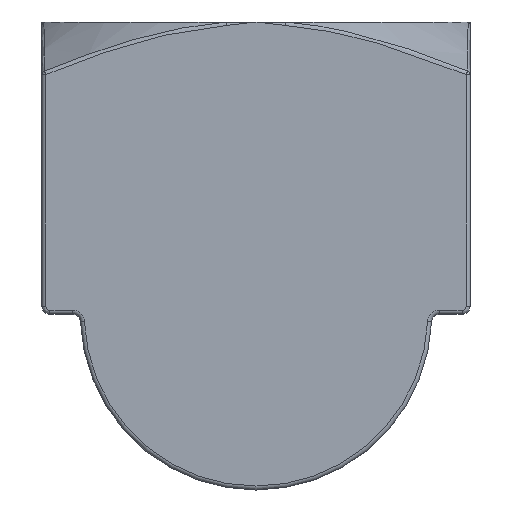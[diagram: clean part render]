
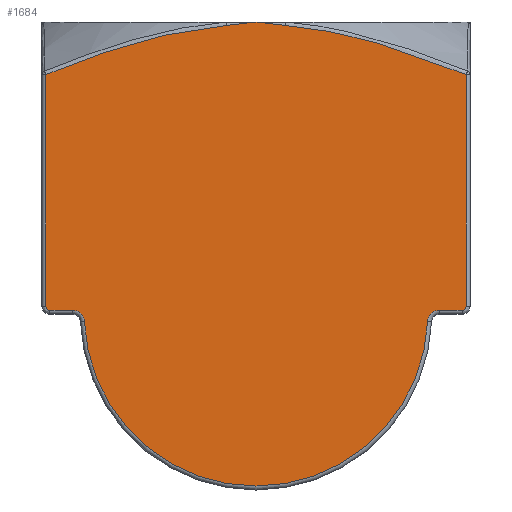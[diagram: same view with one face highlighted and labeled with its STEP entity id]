
A CAD part, left-side view. The second image highlights one B-rep face of the part: STEP entity #1684.
In plain terms, the highlighted face is planar.
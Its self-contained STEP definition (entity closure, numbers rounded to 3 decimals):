
#175=FACE_OUTER_BOUND('',#286,.T.);
#286=EDGE_LOOP('',(#1351,#1352,#1353,#1354,#1355,#1356,#1357,#1358,#1359,
#1360,#1361,#1362,#1363));
#386=B_SPLINE_CURVE_WITH_KNOTS('',3,(#3915,#3916,#3917,#3918),
 .UNSPECIFIED.,.F.,.F.,(4,4),(0.,0.001),
 .UNSPECIFIED.);
#388=B_SPLINE_CURVE_WITH_KNOTS('',3,(#3973,#3974,#3975,#3976,#3977,#3978,
#3979,#3980,#3981,#3982,#3983,#3984,#3985),.UNSPECIFIED.,.F.,.F.,(4,3,3,
3,4),(0.,0.004,0.004,0.006,0.007),
 .UNSPECIFIED.);
#391=B_SPLINE_CURVE_WITH_KNOTS('',3,(#4056,#4057,#4058,#4059,#4060,#4061,
#4062),.UNSPECIFIED.,.F.,.F.,(4,3,4),(0.,0.001,0.001),
 .UNSPECIFIED.);
#392=B_SPLINE_CURVE_WITH_KNOTS('',3,(#4082,#4083,#4084,#4085,#4086,#4087,
#4088,#4089,#4090,#4091,#4092,#4093,#4094),.UNSPECIFIED.,.F.,.F.,(4,3,3,
3,4),(0.,0.002,0.004,0.004,0.008),
 .UNSPECIFIED.);
#482=LINE('',#4857,#547);
#483=LINE('',#4861,#548);
#484=LINE('',#4869,#549);
#485=LINE('',#4872,#550);
#547=VECTOR('',#2141,1000.);
#548=VECTOR('',#2144,1000.);
#549=VECTOR('',#2151,1000.);
#550=VECTOR('',#2154,1000.);
#624=CIRCLE('',#1829,0.159);
#625=CIRCLE('',#1830,0.476);
#626=CIRCLE('',#1831,6.826);
#627=CIRCLE('',#1832,0.476);
#628=CIRCLE('',#1833,0.159);
#719=VERTEX_POINT('',#3469);
#735=VERTEX_POINT('',#3914);
#737=VERTEX_POINT('',#3971);
#740=VERTEX_POINT('',#4040);
#741=VERTEX_POINT('',#4055);
#768=VERTEX_POINT('',#4856);
#769=VERTEX_POINT('',#4858);
#770=VERTEX_POINT('',#4860);
#771=VERTEX_POINT('',#4862);
#772=VERTEX_POINT('',#4864);
#773=VERTEX_POINT('',#4866);
#774=VERTEX_POINT('',#4868);
#775=VERTEX_POINT('',#4870);
#923=EDGE_CURVE('',#719,#735,#386,.T.);
#928=EDGE_CURVE('',#735,#737,#388,.T.);
#936=EDGE_CURVE('',#741,#719,#391,.T.);
#938=EDGE_CURVE('',#740,#741,#392,.T.);
#978=EDGE_CURVE('',#737,#768,#482,.T.);
#979=EDGE_CURVE('',#768,#769,#624,.T.);
#980=EDGE_CURVE('',#769,#770,#483,.T.);
#981=EDGE_CURVE('',#770,#771,#625,.T.);
#982=EDGE_CURVE('',#771,#772,#626,.T.);
#983=EDGE_CURVE('',#772,#773,#627,.T.);
#984=EDGE_CURVE('',#773,#774,#484,.T.);
#985=EDGE_CURVE('',#774,#775,#628,.T.);
#986=EDGE_CURVE('',#775,#740,#485,.T.);
#1351=ORIENTED_EDGE('',*,*,#978,.T.);
#1352=ORIENTED_EDGE('',*,*,#979,.T.);
#1353=ORIENTED_EDGE('',*,*,#980,.T.);
#1354=ORIENTED_EDGE('',*,*,#981,.T.);
#1355=ORIENTED_EDGE('',*,*,#982,.T.);
#1356=ORIENTED_EDGE('',*,*,#983,.T.);
#1357=ORIENTED_EDGE('',*,*,#984,.T.);
#1358=ORIENTED_EDGE('',*,*,#985,.T.);
#1359=ORIENTED_EDGE('',*,*,#986,.T.);
#1360=ORIENTED_EDGE('',*,*,#938,.T.);
#1361=ORIENTED_EDGE('',*,*,#936,.T.);
#1362=ORIENTED_EDGE('',*,*,#923,.T.);
#1363=ORIENTED_EDGE('',*,*,#928,.T.);
#1620=PLANE('',#1828);
#1684=ADVANCED_FACE('',(#175),#1620,.T.);
#1828=AXIS2_PLACEMENT_3D('',#4855,#2139,#2140);
#1829=AXIS2_PLACEMENT_3D('',#4859,#2142,#2143);
#1830=AXIS2_PLACEMENT_3D('',#4863,#2145,#2146);
#1831=AXIS2_PLACEMENT_3D('',#4865,#2147,#2148);
#1832=AXIS2_PLACEMENT_3D('',#4867,#2149,#2150);
#1833=AXIS2_PLACEMENT_3D('',#4871,#2152,#2153);
#2139=DIRECTION('center_axis',(0.,0.,
-1.));
#2140=DIRECTION('ref_axis',(-1.,0.,0.));
#2141=DIRECTION('',(0.,-1.,0.));
#2142=DIRECTION('center_axis',(0.,0.,
-1.));
#2143=DIRECTION('ref_axis',(-1.,0.,0.));
#2144=DIRECTION('',(-1.,0.,0.));
#2145=DIRECTION('center_axis',(0.,0.,
1.));
#2146=DIRECTION('ref_axis',(-1.,0.,0.));
#2147=DIRECTION('center_axis',(0.,0.,
-1.));
#2148=DIRECTION('ref_axis',(-1.,0.,0.));
#2149=DIRECTION('center_axis',(0.,0.,
1.));
#2150=DIRECTION('ref_axis',(-1.,0.,0.));
#2151=DIRECTION('',(-1.,0.,0.));
#2152=DIRECTION('center_axis',(0.,0.,
-1.));
#2153=DIRECTION('ref_axis',(-1.,0.,0.));
#2154=DIRECTION('',(0.,1.,0.));
#3469=CARTESIAN_POINT('',(0.,15.087,-11.982));
#3914=CARTESIAN_POINT('',(1.154,14.95,-11.982));
#3915=CARTESIAN_POINT('Ctrl Pts',(0.,15.087,
-11.982));
#3916=CARTESIAN_POINT('Ctrl Pts',(0.384,15.034,-11.982));
#3917=CARTESIAN_POINT('Ctrl Pts',(0.768,14.98,-11.982));
#3918=CARTESIAN_POINT('Ctrl Pts',(1.154,14.95,-11.982));
#3971=CARTESIAN_POINT('',(8.35,12.999,-11.982));
#3973=CARTESIAN_POINT('Ctrl Pts',(1.154,14.95,-11.982));
#3974=CARTESIAN_POINT('Ctrl Pts',(2.411,14.85,-11.982));
#3975=CARTESIAN_POINT('Ctrl Pts',(3.628,14.594,-11.982));
#3976=CARTESIAN_POINT('Ctrl Pts',(4.823,14.249,-11.982));
#3977=CARTESIAN_POINT('Ctrl Pts',(4.823,14.249,-11.982));
#3978=CARTESIAN_POINT('Ctrl Pts',(4.823,14.249,-11.982));
#3979=CARTESIAN_POINT('Ctrl Pts',(4.823,14.249,-11.982));
#3980=CARTESIAN_POINT('Ctrl Pts',(5.534,14.044,-11.982));
#3981=CARTESIAN_POINT('Ctrl Pts',(6.237,13.808,-11.982));
#3982=CARTESIAN_POINT('Ctrl Pts',(6.934,13.551,-11.982));
#3983=CARTESIAN_POINT('Ctrl Pts',(7.409,13.375,-11.982));
#3984=CARTESIAN_POINT('Ctrl Pts',(7.881,13.19,-11.982));
#3985=CARTESIAN_POINT('Ctrl Pts',(8.35,12.999,-11.982));
#4040=CARTESIAN_POINT('',(-8.35,12.999,-11.982));
#4055=CARTESIAN_POINT('',(-1.154,14.95,-11.982));
#4056=CARTESIAN_POINT('Ctrl Pts',(-1.154,14.95,-11.982));
#4057=CARTESIAN_POINT('Ctrl Pts',(-0.902,14.97,-11.982));
#4058=CARTESIAN_POINT('Ctrl Pts',(-0.65,15.,-11.982));
#4059=CARTESIAN_POINT('Ctrl Pts',(-0.399,15.033,-11.982));
#4060=CARTESIAN_POINT('Ctrl Pts',(-0.266,15.05,-11.982));
#4061=CARTESIAN_POINT('Ctrl Pts',(-0.133,15.069,-11.982));
#4062=CARTESIAN_POINT('Ctrl Pts',(0.,15.087,
-11.982));
#4082=CARTESIAN_POINT('Ctrl Pts',(-8.35,12.999,-11.982));
#4083=CARTESIAN_POINT('Ctrl Pts',(-7.621,13.296,-11.982));
#4084=CARTESIAN_POINT('Ctrl Pts',(-6.886,13.578,-11.982));
#4085=CARTESIAN_POINT('Ctrl Pts',(-6.144,13.832,-11.982));
#4086=CARTESIAN_POINT('Ctrl Pts',(-5.706,13.981,-11.982));
#4087=CARTESIAN_POINT('Ctrl Pts',(-5.266,14.121,-11.982));
#4088=CARTESIAN_POINT('Ctrl Pts',(-4.823,14.249,-11.982));
#4089=CARTESIAN_POINT('Ctrl Pts',(-4.823,14.249,-11.982));
#4090=CARTESIAN_POINT('Ctrl Pts',(-4.823,14.249,-11.982));
#4091=CARTESIAN_POINT('Ctrl Pts',(-4.823,14.249,-11.982));
#4092=CARTESIAN_POINT('Ctrl Pts',(-3.628,14.594,-11.982));
#4093=CARTESIAN_POINT('Ctrl Pts',(-2.411,14.85,-11.982));
#4094=CARTESIAN_POINT('Ctrl Pts',(-1.154,14.95,-11.982));
#4855=CARTESIAN_POINT('Origin',(-8.509,-4.147,-11.982));
#4856=CARTESIAN_POINT('',(8.35,3.791,-11.982));
#4857=CARTESIAN_POINT('',(8.35,-4.147,-11.982));
#4858=CARTESIAN_POINT('',(8.192,3.632,-11.982));
#4859=CARTESIAN_POINT('Origin',(8.192,3.791,-11.982));
#4860=CARTESIAN_POINT('',(7.296,3.632,-11.982));
#4861=CARTESIAN_POINT('',(7.296,3.632,-11.982));
#4862=CARTESIAN_POINT('',(6.82,3.176,-11.982));
#4863=CARTESIAN_POINT('Origin',(7.296,3.156,-11.982));
#4864=CARTESIAN_POINT('',(-6.82,3.176,-11.982));
#4865=CARTESIAN_POINT('Origin',(0.,3.473,-11.982));
#4866=CARTESIAN_POINT('',(-7.296,3.632,-11.982));
#4867=CARTESIAN_POINT('Origin',(-7.296,3.156,-11.982));
#4868=CARTESIAN_POINT('',(-8.192,3.632,-11.982));
#4869=CARTESIAN_POINT('',(-8.192,3.632,-11.982));
#4870=CARTESIAN_POINT('',(-8.35,3.791,-11.982));
#4871=CARTESIAN_POINT('Origin',(-8.192,3.791,-11.982));
#4872=CARTESIAN_POINT('',(-8.35,-4.147,-11.982));
